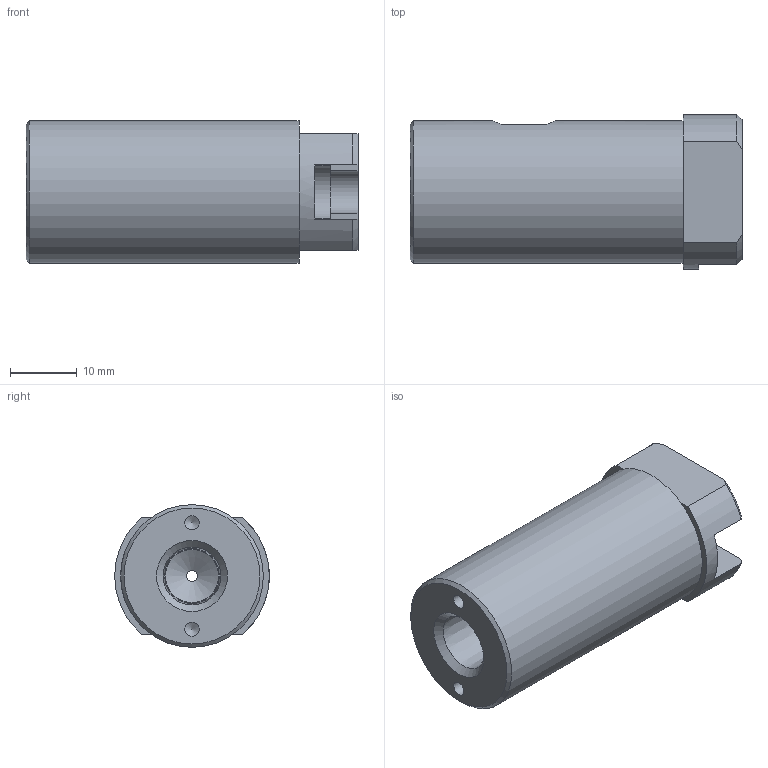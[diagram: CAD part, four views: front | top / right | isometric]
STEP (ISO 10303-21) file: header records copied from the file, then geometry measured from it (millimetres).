
FILE_DESCRIPTION(/* description */ (''),/* implementation_level */ '2;1');
FILE_NAME(/* name */ 'ML00101.stp',/* time_stamp */ '2016-05-16T15:46:04-05:00',/* author */ ('scottg'),/* organization */ ('FasTest,Inc.'),/* preprocessor_version */ 'ST-DEVELOPER v16.1',/* originating_system */ 'Autodesk Inventor 2016',/* authorisation */ '');
FILE_SCHEMA (('AUTOMOTIVE_DESIGN { 1 0 10303 214 3 1 1 }'));
Length unit declared in the file: inch
Products named in the file (1): ML00101
Bounding box: 49.89 x 23.24 x 21.44 mm (x, y, z)
Volume: 16238.8 mm3; surface area: 5285.5 mm2
Topology: 1 solids, 1 shells, 48 faces, 114 edges, 74 vertices
Faces by surface type: plane 19, cylinder 16, cone 11, torus 2
Full cylindrical faces by diameter (mm): 1.6 x1, 2.159 x2, 2.921 x1, 3.962 x1, 4.14 x1, 7.315 x1, 7.95 x1, 17.272 x1, 21.438 x1
Entity records: 1268 total; most frequent: CARTESIAN_POINT 242, DIRECTION 216, ORIENTED_EDGE 172, AXIS2_PLACEMENT_3D 91, EDGE_CURVE 86, EDGE_LOOP 77, VERTEX_POINT 67, FACE_OUTER_BOUND 48
